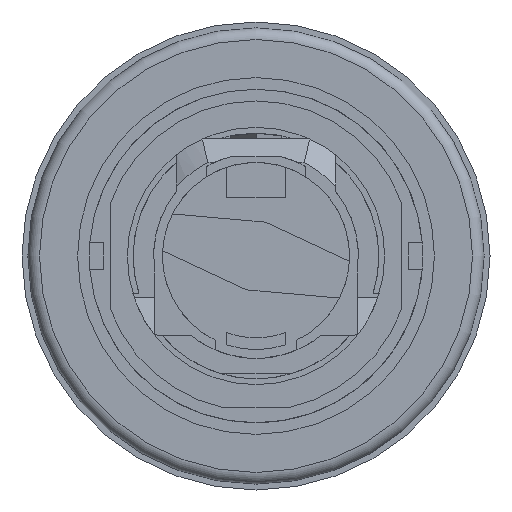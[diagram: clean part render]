
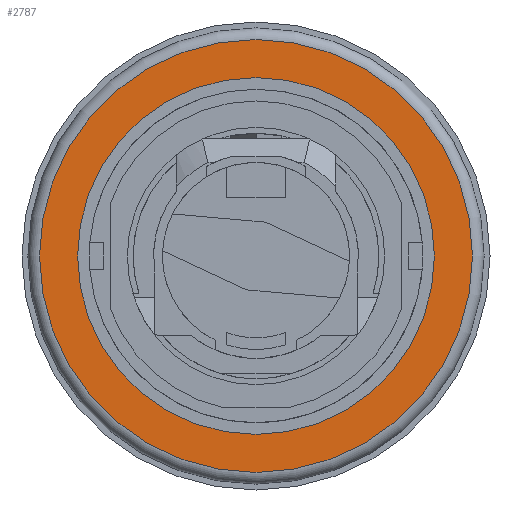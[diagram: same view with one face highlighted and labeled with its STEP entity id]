
A CAD part, front view. The second image highlights one B-rep face of the part: STEP entity #2787.
In plain terms, the highlighted planar face has unit normal (0, -1, 0).
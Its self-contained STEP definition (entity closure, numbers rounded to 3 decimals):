
#34 = AXIS2_PLACEMENT_3D ( 'NONE', #2771, #436, #659 ) ;
#147 = CIRCLE ( 'NONE', #34, 18.5 ) ;
#436 = DIRECTION ( 'NONE',  ( 0., -1., 0. ) ) ;
#452 = EDGE_CURVE ( 'NONE', #2369, #2369, #2475, .T. ) ;
#538 = CARTESIAN_POINT ( 'NONE',  ( 0., 26.5, 18.5 ) ) ;
#550 = FACE_OUTER_BOUND ( 'NONE', #980, .T. ) ;
#659 = DIRECTION ( 'NONE',  ( 0., 0., 1. ) ) ;
#801 = DIRECTION ( 'NONE',  ( 0., 0., 1. ) ) ;
#812 = VERTEX_POINT ( 'NONE', #538 ) ;
#980 = EDGE_LOOP ( 'NONE', ( #1250 ) ) ;
#1063 = CARTESIAN_POINT ( 'NONE',  ( 0., 26.5, 15.25 ) ) ;
#1147 = PLANE ( 'NONE',  #1601 ) ;
#1171 = AXIS2_PLACEMENT_3D ( 'NONE', #2091, #3137, #801 ) ;
#1250 = ORIENTED_EDGE ( 'NONE', *, *, #1825, .T. ) ;
#1601 = AXIS2_PLACEMENT_3D ( 'NONE', #1710, #3006, #1674 ) ;
#1674 = DIRECTION ( 'NONE',  ( 0., 0., 1. ) ) ;
#1710 = CARTESIAN_POINT ( 'NONE',  ( 0., 26.5, 0. ) ) ;
#1825 = EDGE_CURVE ( 'NONE', #812, #812, #147, .T. ) ;
#2091 = CARTESIAN_POINT ( 'NONE',  ( 0., 26.5, 0. ) ) ;
#2369 = VERTEX_POINT ( 'NONE', #1063 ) ;
#2475 = CIRCLE ( 'NONE', #1171, 15.25 ) ;
#2572 = ORIENTED_EDGE ( 'NONE', *, *, #452, .T. ) ;
#2703 = FACE_BOUND ( 'NONE', #3058, .T. ) ;
#2771 = CARTESIAN_POINT ( 'NONE',  ( 0., 26.5, 0. ) ) ;
#2787 = ADVANCED_FACE ( 'NONE', ( #550, #2703 ), #1147, .F. ) ;
#3006 = DIRECTION ( 'NONE',  ( 0., 1., 0. ) ) ;
#3058 = EDGE_LOOP ( 'NONE', ( #2572 ) ) ;
#3137 = DIRECTION ( 'NONE',  ( 0., 1., 0. ) ) ;
